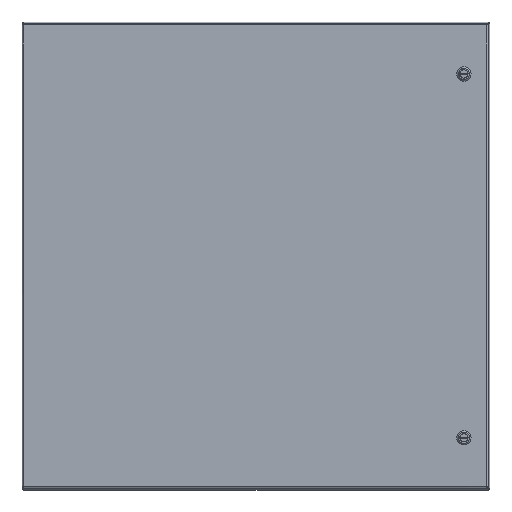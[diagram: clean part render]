
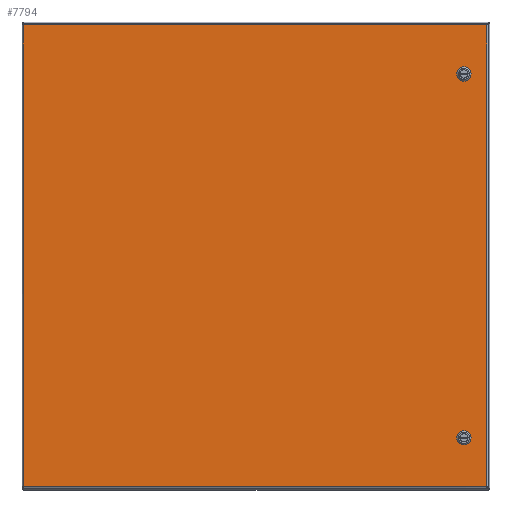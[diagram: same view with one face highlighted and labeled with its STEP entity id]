
A CAD part, top view. The second image highlights one B-rep face of the part: STEP entity #7794.
In plain terms, the highlighted face is planar.
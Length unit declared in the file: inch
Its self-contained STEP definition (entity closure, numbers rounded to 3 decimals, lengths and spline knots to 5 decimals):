
#5787=CARTESIAN_POINT('',(2.08762,4.275,0.0));
#5788=VERTEX_POINT('',#5787);
#5795=CARTESIAN_POINT('',(2.275,4.08762,0.0));
#5796=VERTEX_POINT('',#5795);
#5797=CARTESIAN_POINT('',(1.875,3.875,0.0));
#5798=DIRECTION('',(0.0,0.0,1.0));
#5799=DIRECTION('',(-0.469,-0.883,0.0));
#5800=AXIS2_PLACEMENT_3D('',#5797,#5798,#5799);
#5801=CIRCLE('',#5800,0.453);
#5802=EDGE_CURVE('',#5796,#5788,#5801,.T.);
#5827=CARTESIAN_POINT('',(2.275,3.66238,0.0));
#5828=VERTEX_POINT('',#5827);
#5829=CARTESIAN_POINT('',(2.275,3.66238,0.0));
#5830=DIRECTION('',(0.0,1.0,0.0));
#5831=VECTOR('',#5830,0.42525);
#5832=LINE('',#5829,#5831);
#5833=EDGE_CURVE('',#5828,#5796,#5832,.T.);
#5859=CARTESIAN_POINT('',(2.08762,3.475,0.0));
#5860=VERTEX_POINT('',#5859);
#5861=CARTESIAN_POINT('',(1.875,3.875,0.0));
#5862=DIRECTION('',(0.0,0.0,1.0));
#5863=DIRECTION('',(-0.883,0.469,0.0));
#5864=AXIS2_PLACEMENT_3D('',#5861,#5862,#5863);
#5865=CIRCLE('',#5864,0.453);
#5866=EDGE_CURVE('',#5860,#5828,#5865,.T.);
#5891=CARTESIAN_POINT('',(1.66238,3.475,0.0));
#5892=VERTEX_POINT('',#5891);
#5893=CARTESIAN_POINT('',(1.66238,3.475,0.0));
#5894=DIRECTION('',(1.0,0.0,0.0));
#5895=VECTOR('',#5894,0.42525);
#5896=LINE('',#5893,#5895);
#5897=EDGE_CURVE('',#5892,#5860,#5896,.T.);
#5923=CARTESIAN_POINT('',(1.475,3.66238,0.0));
#5924=VERTEX_POINT('',#5923);
#5925=CARTESIAN_POINT('',(1.875,3.875,0.0));
#5926=DIRECTION('',(0.0,0.0,1.0));
#5927=DIRECTION('',(0.469,0.883,0.0));
#5928=AXIS2_PLACEMENT_3D('',#5925,#5926,#5927);
#5929=CIRCLE('',#5928,0.453);
#5930=EDGE_CURVE('',#5924,#5892,#5929,.T.);
#5955=CARTESIAN_POINT('',(1.475,4.08762,0.0));
#5956=VERTEX_POINT('',#5955);
#5957=CARTESIAN_POINT('',(1.475,4.08762,0.0));
#5958=DIRECTION('',(0.0,-1.0,0.0));
#5959=VECTOR('',#5958,0.42525);
#5960=LINE('',#5957,#5959);
#5961=EDGE_CURVE('',#5956,#5924,#5960,.T.);
#5987=CARTESIAN_POINT('',(1.66238,4.275,0.0));
#5988=VERTEX_POINT('',#5987);
#5989=CARTESIAN_POINT('',(1.875,3.875,0.0));
#5990=DIRECTION('',(0.0,0.0,1.0));
#5991=DIRECTION('',(0.883,-0.469,0.0));
#5992=AXIS2_PLACEMENT_3D('',#5989,#5990,#5991);
#5993=CIRCLE('',#5992,0.453);
#5994=EDGE_CURVE('',#5988,#5956,#5993,.T.);
#6017=CARTESIAN_POINT('',(2.08762,4.275,0.0));
#6018=DIRECTION('',(-1.0,0.0,0.0));
#6019=VECTOR('',#6018,0.42525);
#6020=LINE('',#6017,#6019);
#6021=EDGE_CURVE('',#5788,#5988,#6020,.T.);
#6043=CARTESIAN_POINT('',(2.08762,32.275,0.0));
#6044=VERTEX_POINT('',#6043);
#6051=CARTESIAN_POINT('',(2.275,32.08762,0.0));
#6052=VERTEX_POINT('',#6051);
#6053=CARTESIAN_POINT('',(1.875,31.875,0.0));
#6054=DIRECTION('',(0.0,0.0,1.0));
#6055=DIRECTION('',(-0.469,-0.883,0.0));
#6056=AXIS2_PLACEMENT_3D('',#6053,#6054,#6055);
#6057=CIRCLE('',#6056,0.453);
#6058=EDGE_CURVE('',#6052,#6044,#6057,.T.);
#6083=CARTESIAN_POINT('',(2.275,31.66238,0.0));
#6084=VERTEX_POINT('',#6083);
#6085=CARTESIAN_POINT('',(2.275,31.66238,0.0));
#6086=DIRECTION('',(0.0,1.0,0.0));
#6087=VECTOR('',#6086,0.42525);
#6088=LINE('',#6085,#6087);
#6089=EDGE_CURVE('',#6084,#6052,#6088,.T.);
#6115=CARTESIAN_POINT('',(2.08762,31.475,0.0));
#6116=VERTEX_POINT('',#6115);
#6117=CARTESIAN_POINT('',(1.875,31.875,0.0));
#6118=DIRECTION('',(0.0,0.0,1.0));
#6119=DIRECTION('',(-0.883,0.469,0.0));
#6120=AXIS2_PLACEMENT_3D('',#6117,#6118,#6119);
#6121=CIRCLE('',#6120,0.453);
#6122=EDGE_CURVE('',#6116,#6084,#6121,.T.);
#6147=CARTESIAN_POINT('',(1.66238,31.475,0.0));
#6148=VERTEX_POINT('',#6147);
#6149=CARTESIAN_POINT('',(1.66238,31.475,0.0));
#6150=DIRECTION('',(1.0,0.0,0.0));
#6151=VECTOR('',#6150,0.42525);
#6152=LINE('',#6149,#6151);
#6153=EDGE_CURVE('',#6148,#6116,#6152,.T.);
#6179=CARTESIAN_POINT('',(1.475,31.66238,0.0));
#6180=VERTEX_POINT('',#6179);
#6181=CARTESIAN_POINT('',(1.875,31.875,0.0));
#6182=DIRECTION('',(0.0,0.0,1.0));
#6183=DIRECTION('',(0.469,0.883,0.0));
#6184=AXIS2_PLACEMENT_3D('',#6181,#6182,#6183);
#6185=CIRCLE('',#6184,0.453);
#6186=EDGE_CURVE('',#6180,#6148,#6185,.T.);
#6211=CARTESIAN_POINT('',(1.475,32.08762,0.0));
#6212=VERTEX_POINT('',#6211);
#6213=CARTESIAN_POINT('',(1.475,32.08762,0.0));
#6214=DIRECTION('',(0.0,-1.0,0.0));
#6215=VECTOR('',#6214,0.42525);
#6216=LINE('',#6213,#6215);
#6217=EDGE_CURVE('',#6212,#6180,#6216,.T.);
#6243=CARTESIAN_POINT('',(1.66238,32.275,0.0));
#6244=VERTEX_POINT('',#6243);
#6245=CARTESIAN_POINT('',(1.875,31.875,0.0));
#6246=DIRECTION('',(0.0,0.0,1.0));
#6247=DIRECTION('',(0.883,-0.469,0.0));
#6248=AXIS2_PLACEMENT_3D('',#6245,#6246,#6247);
#6249=CIRCLE('',#6248,0.453);
#6250=EDGE_CURVE('',#6244,#6212,#6249,.T.);
#6273=CARTESIAN_POINT('',(2.08762,32.275,0.0));
#6274=DIRECTION('',(-1.0,0.0,0.0));
#6275=VECTOR('',#6274,0.42525);
#6276=LINE('',#6273,#6275);
#6277=EDGE_CURVE('',#6044,#6244,#6276,.T.);
#6804=CARTESIAN_POINT('',(35.76975,0.10525,0.));
#6805=VERTEX_POINT('',#6804);
#6816=CARTESIAN_POINT('',(35.76975,35.64475,0.));
#6817=VERTEX_POINT('',#6816);
#6818=CARTESIAN_POINT('',(35.76975,35.64475,0.0));
#6819=DIRECTION('',(0.0,-1.0,0.0));
#6820=VECTOR('',#6819,35.5395);
#6821=LINE('',#6818,#6820);
#6822=EDGE_CURVE('',#6817,#6805,#6821,.T.);
#6974=CARTESIAN_POINT('',(0.10525,0.10525,0.));
#6975=VERTEX_POINT('',#6974);
#6986=CARTESIAN_POINT('',(35.76975,0.10525,0.0));
#6987=DIRECTION('',(-1.0,0.0,0.0));
#6988=VECTOR('',#6987,35.6645);
#6989=LINE('',#6986,#6988);
#6990=EDGE_CURVE('',#6805,#6975,#6989,.T.);
#7245=CARTESIAN_POINT('',(0.10525,35.64475,0.));
#7246=VERTEX_POINT('',#7245);
#7257=CARTESIAN_POINT('',(0.10525,0.10525,0.0));
#7258=DIRECTION('',(0.0,1.0,0.0));
#7259=VECTOR('',#7258,35.5395);
#7260=LINE('',#7257,#7259);
#7261=EDGE_CURVE('',#6975,#7246,#7260,.T.);
#7526=CARTESIAN_POINT('',(0.10525,35.64475,0.0));
#7527=DIRECTION('',(1.0,0.0,0.0));
#7528=VECTOR('',#7527,35.6645);
#7529=LINE('',#7526,#7528);
#7530=EDGE_CURVE('',#7246,#6817,#7529,.T.);
#7763=CARTESIAN_POINT('',(17.9375,17.875,0.0));
#7764=DIRECTION('',(0.0,0.0,1.0));
#7765=DIRECTION('',(1.0,0.0,0.0));
#7766=AXIS2_PLACEMENT_3D('',#7763,#7764,#7765);
#7767=PLANE('',#7766);
#7768=ORIENTED_EDGE('',*,*,#6822,.T.);
#7769=ORIENTED_EDGE('',*,*,#6990,.T.);
#7770=ORIENTED_EDGE('',*,*,#7261,.T.);
#7771=ORIENTED_EDGE('',*,*,#7530,.T.);
#7772=EDGE_LOOP('',(#7768,#7769,#7770,#7771));
#7773=FACE_OUTER_BOUND('',#7772,.T.);
#7774=ORIENTED_EDGE('',*,*,#5802,.T.);
#7775=ORIENTED_EDGE('',*,*,#6021,.T.);
#7776=ORIENTED_EDGE('',*,*,#5994,.T.);
#7777=ORIENTED_EDGE('',*,*,#5961,.T.);
#7778=ORIENTED_EDGE('',*,*,#5930,.T.);
#7779=ORIENTED_EDGE('',*,*,#5897,.T.);
#7780=ORIENTED_EDGE('',*,*,#5866,.T.);
#7781=ORIENTED_EDGE('',*,*,#5833,.T.);
#7782=EDGE_LOOP('',(#7774,#7775,#7776,#7777,#7778,#7779,#7780,#7781));
#7783=FACE_BOUND('',#7782,.T.);
#7784=ORIENTED_EDGE('',*,*,#6058,.T.);
#7785=ORIENTED_EDGE('',*,*,#6277,.T.);
#7786=ORIENTED_EDGE('',*,*,#6250,.T.);
#7787=ORIENTED_EDGE('',*,*,#6217,.T.);
#7788=ORIENTED_EDGE('',*,*,#6186,.T.);
#7789=ORIENTED_EDGE('',*,*,#6153,.T.);
#7790=ORIENTED_EDGE('',*,*,#6122,.T.);
#7791=ORIENTED_EDGE('',*,*,#6089,.T.);
#7792=EDGE_LOOP('',(#7784,#7785,#7786,#7787,#7788,#7789,#7790,#7791));
#7793=FACE_BOUND('',#7792,.T.);
#7794=ADVANCED_FACE('',(#7773,#7783,#7793),#7767,.F.);
